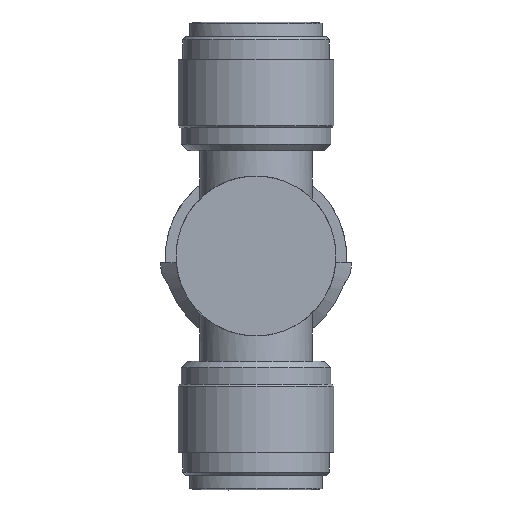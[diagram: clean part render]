
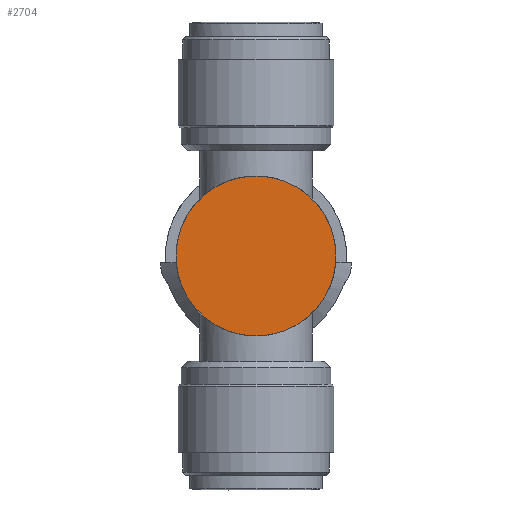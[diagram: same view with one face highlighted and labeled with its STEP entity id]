
A CAD part, front view. The second image highlights one B-rep face of the part: STEP entity #2704.
In plain terms, the highlighted planar face has unit normal (0, -1, 0).
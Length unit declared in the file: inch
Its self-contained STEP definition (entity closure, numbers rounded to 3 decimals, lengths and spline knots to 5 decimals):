
#31 = DIRECTION ( 'NONE',  ( 0., 1., 0. ) ) ;
#176 = DIRECTION ( 'NONE',  ( 1., 0., 0. ) ) ;
#370 = EDGE_CURVE ( 'NONE', #3164, #710, #2247, .T. ) ;
#429 = FACE_OUTER_BOUND ( 'NONE', #2468, .T. ) ;
#710 = VERTEX_POINT ( 'NONE', #2901 ) ;
#975 = ORIENTED_EDGE ( 'NONE', *, *, #370, .F. ) ;
#1026 = ORIENTED_EDGE ( 'NONE', *, *, #2453, .F. ) ;
#1066 = AXIS2_PLACEMENT_3D ( 'NONE', #3463, #1133, #3853 ) ;
#1133 = DIRECTION ( 'NONE',  ( 0., 1., 0. ) ) ;
#1732 = CARTESIAN_POINT ( 'NONE',  ( 0., -0.55709, 0. ) ) ;
#2247 = CIRCLE ( 'NONE', #4950, 0.47638 ) ;
#2376 = CARTESIAN_POINT ( 'NONE',  ( 0., -0.55709, 0. ) ) ;
#2453 = EDGE_CURVE ( 'NONE', #710, #3164, #4075, .T. ) ;
#2468 = EDGE_LOOP ( 'NONE', ( #975, #1026 ) ) ;
#2480 = CARTESIAN_POINT ( 'NONE',  ( 0.47638, -0.55709, 0. ) ) ;
#2525 = DIRECTION ( 'NONE',  ( 0., -1., 0. ) ) ;
#2704 = ADVANCED_FACE ( 'NONE', ( #429 ), #4823, .T. ) ;
#2764 = DIRECTION ( 'NONE',  ( 1., 0., 0. ) ) ;
#2901 = CARTESIAN_POINT ( 'NONE',  ( -0.47638, -0.55709, 0. ) ) ;
#3164 = VERTEX_POINT ( 'NONE', #2480 ) ;
#3463 = CARTESIAN_POINT ( 'NONE',  ( 0., -0.55709, 0. ) ) ;
#3853 = DIRECTION ( 'NONE',  ( 1., 0., 0. ) ) ;
#4075 = CIRCLE ( 'NONE', #1066, 0.47638 ) ;
#4702 = AXIS2_PLACEMENT_3D ( 'NONE', #1732, #2525, #176 ) ;
#4823 = PLANE ( 'NONE',  #4702 ) ;
#4950 = AXIS2_PLACEMENT_3D ( 'NONE', #2376, #31, #2764 ) ;
